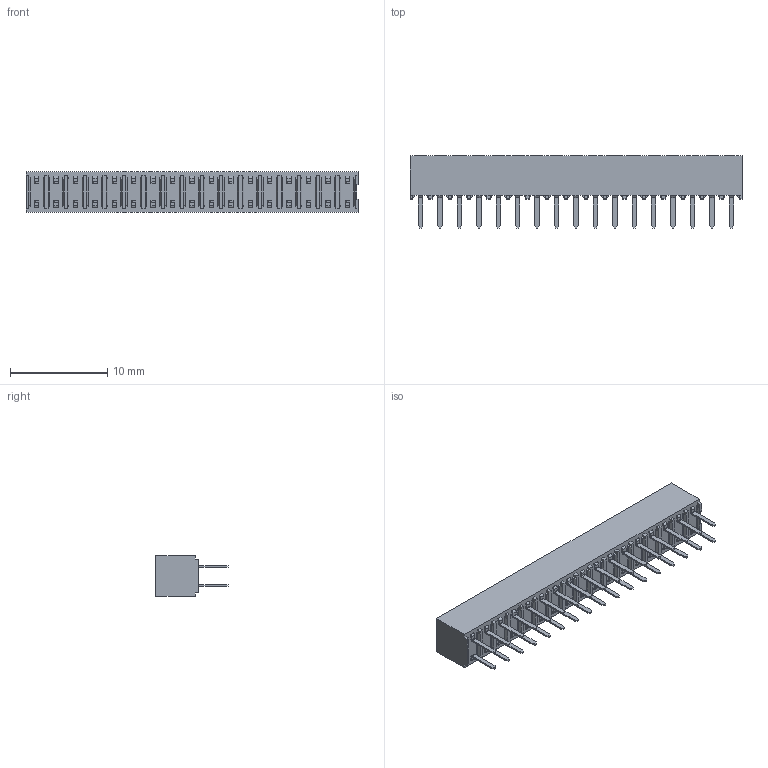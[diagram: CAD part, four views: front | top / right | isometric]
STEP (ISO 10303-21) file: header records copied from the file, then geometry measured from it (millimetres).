
FILE_DESCRIPTION((''),'2;1');
FILE_NAME('791077016','2013-09-26T',('me'),(''),'PRO/ENGINEER BY PARAMETRIC TECHNOLOGY CORPORATION, 2011490','PRO/ENGINEER BY PARAMETRIC TECHNOLOGY CORPORATION, 2011490','');
FILE_SCHEMA(('CONFIG_CONTROL_DESIGN'));
Length unit declared in the file: millimetre
Products named in the file (1): 791077016
Bounding box: 34.19 x 7.44 x 4.19 mm (x, y, z)
Volume: 490.6 mm3; surface area: 1604.2 mm2
Topology: 1 solids, 1 shells, 2083 faces, 5475 edges, 3582 vertices
Faces by surface type: plane 1811, cylinder 272
Entity records: 63026 total; most frequent: CARTESIAN_POINT 11073, ORIENTED_EDGE 10814, DIRECTION 10255, EDGE_CURVE 5407, VECTOR 4863, LINE 4863, VERTEX_POINT 3514, AXIS2_PLACEMENT_3D 2696
